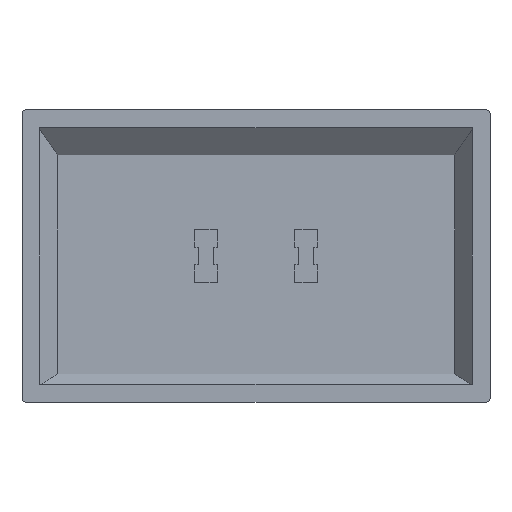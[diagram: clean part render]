
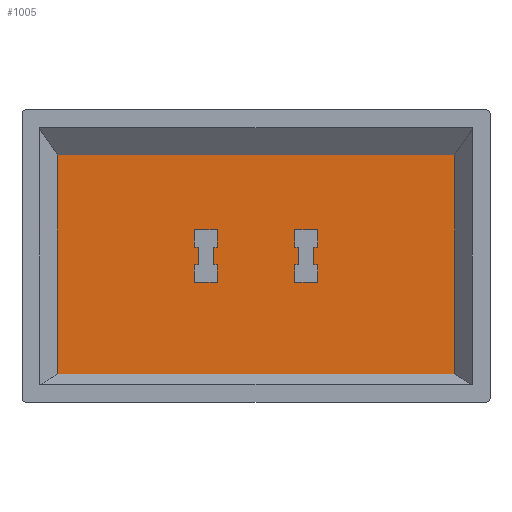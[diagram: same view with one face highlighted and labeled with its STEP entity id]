
A CAD part, front view. The second image highlights one B-rep face of the part: STEP entity #1005.
In plain terms, the highlighted planar face has unit normal (0, -1, 0).
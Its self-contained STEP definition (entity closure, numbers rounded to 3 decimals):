
#43=FACE_BOUND('',#129,.T.);
#44=FACE_BOUND('',#130,.T.);
#75=FACE_OUTER_BOUND('',#128,.T.);
#128=EDGE_LOOP('',(#779,#780,#781,#782));
#129=EDGE_LOOP('',(#783,#784,#785,#786,#787,#788,#789,#790,#791,#792,#793,
#794));
#130=EDGE_LOOP('',(#795,#796,#797,#798,#799,#800,#801,#802,#803,#804,#805,
#806));
#157=LINE('',#1384,#281);
#160=LINE('',#1390,#284);
#163=LINE('',#1396,#287);
#166=LINE('',#1402,#290);
#169=LINE('',#1408,#293);
#172=LINE('',#1414,#296);
#175=LINE('',#1420,#299);
#178=LINE('',#1426,#302);
#181=LINE('',#1432,#305);
#184=LINE('',#1438,#308);
#187=LINE('',#1444,#311);
#190=LINE('',#1448,#314);
#193=LINE('',#1457,#317);
#196=LINE('',#1463,#320);
#199=LINE('',#1469,#323);
#202=LINE('',#1475,#326);
#205=LINE('',#1481,#329);
#208=LINE('',#1487,#332);
#211=LINE('',#1493,#335);
#214=LINE('',#1499,#338);
#217=LINE('',#1505,#341);
#220=LINE('',#1511,#344);
#223=LINE('',#1517,#347);
#226=LINE('',#1521,#350);
#234=LINE('',#1540,#358);
#239=LINE('',#1550,#363);
#241=LINE('',#1553,#365);
#242=LINE('',#1554,#366);
#281=VECTOR('',#1118,10.);
#284=VECTOR('',#1123,10.);
#287=VECTOR('',#1128,10.);
#290=VECTOR('',#1133,10.);
#293=VECTOR('',#1138,10.);
#296=VECTOR('',#1143,10.);
#299=VECTOR('',#1148,10.);
#302=VECTOR('',#1153,10.);
#305=VECTOR('',#1158,10.);
#308=VECTOR('',#1163,10.);
#311=VECTOR('',#1168,10.);
#314=VECTOR('',#1173,10.);
#317=VECTOR('',#1180,10.);
#320=VECTOR('',#1185,10.);
#323=VECTOR('',#1190,10.);
#326=VECTOR('',#1195,10.);
#329=VECTOR('',#1200,10.);
#332=VECTOR('',#1205,10.);
#335=VECTOR('',#1210,10.);
#338=VECTOR('',#1215,10.);
#341=VECTOR('',#1220,10.);
#344=VECTOR('',#1225,10.);
#347=VECTOR('',#1230,10.);
#350=VECTOR('',#1235,10.);
#358=VECTOR('',#1249,10.);
#363=VECTOR('',#1256,10.);
#365=VECTOR('',#1260,10.);
#366=VECTOR('',#1261,10.);
#405=VERTEX_POINT('',#1381);
#406=VERTEX_POINT('',#1383);
#408=VERTEX_POINT('',#1389);
#410=VERTEX_POINT('',#1395);
#412=VERTEX_POINT('',#1401);
#414=VERTEX_POINT('',#1407);
#416=VERTEX_POINT('',#1413);
#418=VERTEX_POINT('',#1419);
#420=VERTEX_POINT('',#1425);
#422=VERTEX_POINT('',#1431);
#424=VERTEX_POINT('',#1437);
#426=VERTEX_POINT('',#1443);
#429=VERTEX_POINT('',#1454);
#430=VERTEX_POINT('',#1456);
#432=VERTEX_POINT('',#1462);
#434=VERTEX_POINT('',#1468);
#436=VERTEX_POINT('',#1474);
#438=VERTEX_POINT('',#1480);
#440=VERTEX_POINT('',#1486);
#442=VERTEX_POINT('',#1492);
#444=VERTEX_POINT('',#1498);
#446=VERTEX_POINT('',#1504);
#448=VERTEX_POINT('',#1510);
#450=VERTEX_POINT('',#1516);
#457=VERTEX_POINT('',#1537);
#458=VERTEX_POINT('',#1539);
#461=VERTEX_POINT('',#1547);
#462=VERTEX_POINT('',#1549);
#501=EDGE_CURVE('',#406,#405,#157,.T.);
#504=EDGE_CURVE('',#408,#406,#160,.T.);
#507=EDGE_CURVE('',#410,#408,#163,.T.);
#510=EDGE_CURVE('',#412,#410,#166,.T.);
#513=EDGE_CURVE('',#414,#412,#169,.T.);
#516=EDGE_CURVE('',#416,#414,#172,.T.);
#519=EDGE_CURVE('',#418,#416,#175,.T.);
#522=EDGE_CURVE('',#420,#418,#178,.T.);
#525=EDGE_CURVE('',#422,#420,#181,.T.);
#528=EDGE_CURVE('',#424,#422,#184,.T.);
#531=EDGE_CURVE('',#426,#424,#187,.T.);
#534=EDGE_CURVE('',#405,#426,#190,.T.);
#537=EDGE_CURVE('',#430,#429,#193,.T.);
#540=EDGE_CURVE('',#432,#430,#196,.T.);
#543=EDGE_CURVE('',#434,#432,#199,.T.);
#546=EDGE_CURVE('',#436,#434,#202,.T.);
#549=EDGE_CURVE('',#438,#436,#205,.T.);
#552=EDGE_CURVE('',#440,#438,#208,.T.);
#555=EDGE_CURVE('',#442,#440,#211,.T.);
#558=EDGE_CURVE('',#444,#442,#214,.T.);
#561=EDGE_CURVE('',#446,#444,#217,.T.);
#564=EDGE_CURVE('',#448,#446,#220,.T.);
#567=EDGE_CURVE('',#450,#448,#223,.T.);
#570=EDGE_CURVE('',#429,#450,#226,.T.);
#578=EDGE_CURVE('',#457,#458,#234,.F.);
#583=EDGE_CURVE('',#461,#462,#239,.F.);
#585=EDGE_CURVE('',#462,#457,#241,.F.);
#586=EDGE_CURVE('',#458,#461,#242,.T.);
#779=ORIENTED_EDGE('',*,*,#578,.F.);
#780=ORIENTED_EDGE('',*,*,#585,.F.);
#781=ORIENTED_EDGE('',*,*,#583,.F.);
#782=ORIENTED_EDGE('',*,*,#586,.F.);
#783=ORIENTED_EDGE('',*,*,#501,.T.);
#784=ORIENTED_EDGE('',*,*,#534,.T.);
#785=ORIENTED_EDGE('',*,*,#531,.T.);
#786=ORIENTED_EDGE('',*,*,#528,.T.);
#787=ORIENTED_EDGE('',*,*,#525,.T.);
#788=ORIENTED_EDGE('',*,*,#522,.T.);
#789=ORIENTED_EDGE('',*,*,#519,.T.);
#790=ORIENTED_EDGE('',*,*,#516,.T.);
#791=ORIENTED_EDGE('',*,*,#513,.T.);
#792=ORIENTED_EDGE('',*,*,#510,.T.);
#793=ORIENTED_EDGE('',*,*,#507,.T.);
#794=ORIENTED_EDGE('',*,*,#504,.T.);
#795=ORIENTED_EDGE('',*,*,#537,.T.);
#796=ORIENTED_EDGE('',*,*,#570,.T.);
#797=ORIENTED_EDGE('',*,*,#567,.T.);
#798=ORIENTED_EDGE('',*,*,#564,.T.);
#799=ORIENTED_EDGE('',*,*,#561,.T.);
#800=ORIENTED_EDGE('',*,*,#558,.T.);
#801=ORIENTED_EDGE('',*,*,#555,.T.);
#802=ORIENTED_EDGE('',*,*,#552,.T.);
#803=ORIENTED_EDGE('',*,*,#549,.T.);
#804=ORIENTED_EDGE('',*,*,#546,.T.);
#805=ORIENTED_EDGE('',*,*,#543,.T.);
#806=ORIENTED_EDGE('',*,*,#540,.T.);
#960=PLANE('',#1072);
#1005=ADVANCED_FACE('',(#75,#43,#44),#960,.F.);
#1072=AXIS2_PLACEMENT_3D('',#1552,#1258,#1259);
#1118=DIRECTION('',(0.,0.,1.));
#1123=DIRECTION('',(-1.,0.,0.));
#1128=DIRECTION('',(0.,0.,-1.));
#1133=DIRECTION('',(1.,0.,0.));
#1138=DIRECTION('',(0.,0.,-1.));
#1143=DIRECTION('',(-1.,0.,0.));
#1148=DIRECTION('',(0.,0.,-1.));
#1153=DIRECTION('',(1.,0.,0.));
#1158=DIRECTION('',(0.,0.,1.));
#1163=DIRECTION('',(-1.,0.,0.));
#1168=DIRECTION('',(0.,0.,1.));
#1173=DIRECTION('',(1.,0.,0.));
#1180=DIRECTION('',(-1.,0.,0.));
#1185=DIRECTION('',(0.,0.,-1.));
#1190=DIRECTION('',(1.,0.,0.));
#1195=DIRECTION('',(0.,0.,1.));
#1200=DIRECTION('',(-1.,0.,0.));
#1205=DIRECTION('',(0.,0.,1.));
#1210=DIRECTION('',(1.,0.,0.));
#1215=DIRECTION('',(0.,0.,1.));
#1220=DIRECTION('',(-1.,0.,0.));
#1225=DIRECTION('',(0.,0.,-1.));
#1230=DIRECTION('',(1.,0.,0.));
#1235=DIRECTION('',(0.,0.,-1.));
#1249=DIRECTION('',(0.,0.,-1.));
#1256=DIRECTION('',(0.,0.,1.));
#1258=DIRECTION('center_axis',(0.,1.,0.));
#1259=DIRECTION('ref_axis',(0.,0.,1.));
#1260=DIRECTION('',(1.,0.,0.));
#1261=DIRECTION('',(1.,0.,0.));
#1381=CARTESIAN_POINT('',(-3.5,2.4,-0.5));
#1383=CARTESIAN_POINT('',(-3.5,2.4,-1.5));
#1384=CARTESIAN_POINT('',(-3.5,2.4,-1.05));
#1389=CARTESIAN_POINT('',(-2.2,2.4,-1.5));
#1390=CARTESIAN_POINT('',(-1.1,2.4,-1.5));
#1395=CARTESIAN_POINT('',(-2.2,2.4,-0.5));
#1396=CARTESIAN_POINT('',(-2.2,2.4,-0.55));
#1401=CARTESIAN_POINT('',(-2.42,2.4,-0.5));
#1402=CARTESIAN_POINT('',(-1.21,2.4,-0.5));
#1407=CARTESIAN_POINT('',(-2.42,2.4,0.5));
#1408=CARTESIAN_POINT('',(-2.42,2.4,-0.05));
#1413=CARTESIAN_POINT('',(-2.2,2.4,0.5));
#1414=CARTESIAN_POINT('',(-1.1,2.4,0.5));
#1419=CARTESIAN_POINT('',(-2.2,2.4,1.5));
#1420=CARTESIAN_POINT('',(-2.2,2.4,0.45));
#1425=CARTESIAN_POINT('',(-3.5,2.4,1.5));
#1426=CARTESIAN_POINT('',(-1.75,2.4,1.5));
#1431=CARTESIAN_POINT('',(-3.5,2.4,0.5));
#1432=CARTESIAN_POINT('',(-3.5,2.4,-0.05));
#1437=CARTESIAN_POINT('',(-3.28,2.4,0.5));
#1438=CARTESIAN_POINT('',(-1.64,2.4,0.5));
#1443=CARTESIAN_POINT('',(-3.28,2.4,-0.5));
#1444=CARTESIAN_POINT('',(-3.28,2.4,-0.55));
#1448=CARTESIAN_POINT('',(-1.75,2.4,-0.5));
#1454=CARTESIAN_POINT('',(3.28,2.4,0.5));
#1456=CARTESIAN_POINT('',(3.5,2.4,0.5));
#1457=CARTESIAN_POINT('',(1.75,2.4,0.5));
#1462=CARTESIAN_POINT('',(3.5,2.4,1.5));
#1463=CARTESIAN_POINT('',(3.5,2.4,0.45));
#1468=CARTESIAN_POINT('',(2.2,2.4,1.5));
#1469=CARTESIAN_POINT('',(1.1,2.4,1.5));
#1474=CARTESIAN_POINT('',(2.2,2.4,0.5));
#1475=CARTESIAN_POINT('',(2.2,2.4,-0.05));
#1480=CARTESIAN_POINT('',(2.42,2.4,0.5));
#1481=CARTESIAN_POINT('',(1.21,2.4,0.5));
#1486=CARTESIAN_POINT('',(2.42,2.4,-0.5));
#1487=CARTESIAN_POINT('',(2.42,2.4,-0.55));
#1492=CARTESIAN_POINT('',(2.2,2.4,-0.5));
#1493=CARTESIAN_POINT('',(1.1,2.4,-0.5));
#1498=CARTESIAN_POINT('',(2.2,2.4,-1.5));
#1499=CARTESIAN_POINT('',(2.2,2.4,-1.05));
#1504=CARTESIAN_POINT('',(3.5,2.4,-1.5));
#1505=CARTESIAN_POINT('',(1.75,2.4,-1.5));
#1510=CARTESIAN_POINT('',(3.5,2.4,-0.5));
#1511=CARTESIAN_POINT('',(3.5,2.4,-0.55));
#1516=CARTESIAN_POINT('',(3.28,2.4,-0.5));
#1517=CARTESIAN_POINT('',(1.64,2.4,-0.5));
#1521=CARTESIAN_POINT('',(3.28,2.4,-0.05));
#1537=CARTESIAN_POINT('',(-11.291,2.4,-6.712));
#1539=CARTESIAN_POINT('',(-11.291,2.4,5.743));
#1540=CARTESIAN_POINT('',(-11.291,2.4,-3.95));
#1547=CARTESIAN_POINT('',(11.291,2.4,5.743));
#1549=CARTESIAN_POINT('',(11.291,2.4,-6.712));
#1550=CARTESIAN_POINT('',(11.291,2.4,2.75));
#1552=CARTESIAN_POINT('Origin',(0.,2.4,-0.6));
#1553=CARTESIAN_POINT('',(5.875,2.4,-6.712));
#1554=CARTESIAN_POINT('',(-5.875,2.4,5.743));
